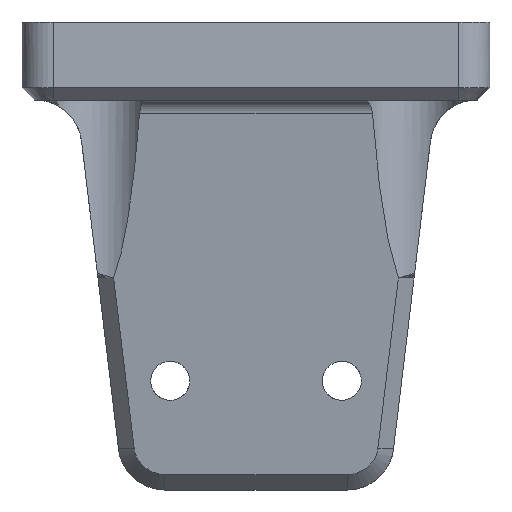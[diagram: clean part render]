
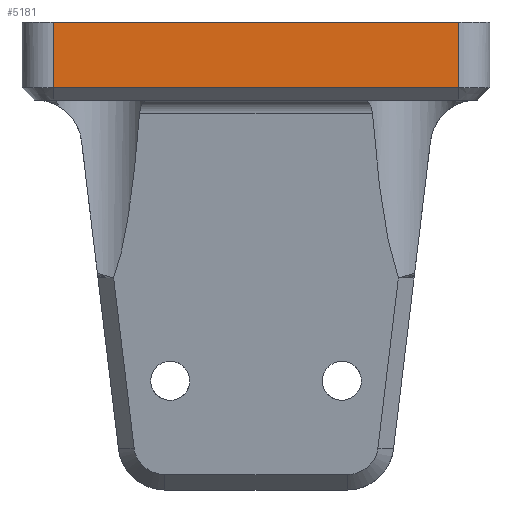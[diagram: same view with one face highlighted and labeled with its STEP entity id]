
A CAD part, front view. The second image highlights one B-rep face of the part: STEP entity #5181.
In plain terms, the highlighted planar face has unit normal (0, -1, 0).
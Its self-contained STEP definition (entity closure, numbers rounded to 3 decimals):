
#1945 = PLANE('',#1946);
#1946 = AXIS2_PLACEMENT_3D('',#1947,#1948,#1949);
#1947 = CARTESIAN_POINT('',(0.,-7.5,0.));
#1948 = DIRECTION('',(0.,0.,-1.));
#1949 = DIRECTION('',(0.,1.,0.));
#2936 = PLANE('',#2937);
#2937 = AXIS2_PLACEMENT_3D('',#2938,#2939,#2940);
#2938 = CARTESIAN_POINT('',(13.,-14.6,-4.6));
#2939 = DIRECTION('',(0.,0.707,0.707));
#2940 = DIRECTION('',(-1.,0.,0.));
#3114 = CYLINDRICAL_SURFACE('',#3115,2.);
#3115 = AXIS2_PLACEMENT_3D('',#3116,#3117,#3118);
#3116 = CARTESIAN_POINT('',(13.,-13.,0.));
#3117 = DIRECTION('',(0.,0.,-1.));
#3118 = DIRECTION('',(1.,0.,0.));
#3180 = VERTEX_POINT('',#3181);
#3181 = CARTESIAN_POINT('',(13.,-15.,0.));
#3203 = EDGE_CURVE('',#3204,#3180,#3206,.T.);
#3204 = VERTEX_POINT('',#3205);
#3205 = CARTESIAN_POINT('',(-13.,-15.,0.));
#3206 = SURFACE_CURVE('',#3207,(#3211,#3218),.PCURVE_S1.);
#3207 = LINE('',#3208,#3209);
#3208 = CARTESIAN_POINT('',(-15.,-15.,0.));
#3209 = VECTOR('',#3210,1.);
#3210 = DIRECTION('',(1.,0.,0.));
#3211 = PCURVE('',#1945,#3212);
#3212 = DEFINITIONAL_REPRESENTATION('',(#3213),#3217);
#3213 = LINE('',#3214,#3215);
#3214 = CARTESIAN_POINT('',(-7.5,-15.));
#3215 = VECTOR('',#3216,1.);
#3216 = DIRECTION('',(0.,1.));
#3217 = ( GEOMETRIC_REPRESENTATION_CONTEXT(2) 
PARAMETRIC_REPRESENTATION_CONTEXT() REPRESENTATION_CONTEXT('2D SPACE',''
  ) );
#3218 = PCURVE('',#3219,#3224);
#3219 = PLANE('',#3220);
#3220 = AXIS2_PLACEMENT_3D('',#3221,#3222,#3223);
#3221 = CARTESIAN_POINT('',(-15.,-15.,0.));
#3222 = DIRECTION('',(0.,-1.,0.));
#3223 = DIRECTION('',(1.,0.,0.));
#3224 = DEFINITIONAL_REPRESENTATION('',(#3225),#3229);
#3225 = LINE('',#3226,#3227);
#3226 = CARTESIAN_POINT('',(0.,0.));
#3227 = VECTOR('',#3228,1.);
#3228 = DIRECTION('',(1.,0.));
#3229 = ( GEOMETRIC_REPRESENTATION_CONTEXT(2) 
PARAMETRIC_REPRESENTATION_CONTEXT() REPRESENTATION_CONTEXT('2D SPACE',''
  ) );
#3252 = CYLINDRICAL_SURFACE('',#3253,2.);
#3253 = AXIS2_PLACEMENT_3D('',#3254,#3255,#3256);
#3254 = CARTESIAN_POINT('',(-13.,-13.,0.));
#3255 = DIRECTION('',(0.,0.,-1.));
#3256 = DIRECTION('',(-1.,0.,0.));
#4547 = VERTEX_POINT('',#4548);
#4548 = CARTESIAN_POINT('',(13.,-15.,-4.2));
#4595 = VERTEX_POINT('',#4596);
#4596 = CARTESIAN_POINT('',(-13.,-15.,-4.2));
#4615 = EDGE_CURVE('',#4547,#4595,#4616,.T.);
#4616 = SURFACE_CURVE('',#4617,(#4621,#4628),.PCURVE_S1.);
#4617 = LINE('',#4618,#4619);
#4618 = CARTESIAN_POINT('',(13.,-15.,-4.2));
#4619 = VECTOR('',#4620,1.);
#4620 = DIRECTION('',(-1.,0.,0.));
#4621 = PCURVE('',#2936,#4622);
#4622 = DEFINITIONAL_REPRESENTATION('',(#4623),#4627);
#4623 = LINE('',#4624,#4625);
#4624 = CARTESIAN_POINT('',(0.,0.566));
#4625 = VECTOR('',#4626,1.);
#4626 = DIRECTION('',(1.,0.));
#4627 = ( GEOMETRIC_REPRESENTATION_CONTEXT(2) 
PARAMETRIC_REPRESENTATION_CONTEXT() REPRESENTATION_CONTEXT('2D SPACE',''
  ) );
#4628 = PCURVE('',#3219,#4629);
#4629 = DEFINITIONAL_REPRESENTATION('',(#4630),#4634);
#4630 = LINE('',#4631,#4632);
#4631 = CARTESIAN_POINT('',(28.,-4.2));
#4632 = VECTOR('',#4633,1.);
#4633 = DIRECTION('',(-1.,0.));
#4634 = ( GEOMETRIC_REPRESENTATION_CONTEXT(2) 
PARAMETRIC_REPRESENTATION_CONTEXT() REPRESENTATION_CONTEXT('2D SPACE',''
  ) );
#5033 = EDGE_CURVE('',#3180,#4547,#5034,.T.);
#5034 = SURFACE_CURVE('',#5035,(#5039,#5046),.PCURVE_S1.);
#5035 = LINE('',#5036,#5037);
#5036 = CARTESIAN_POINT('',(13.,-15.,0.));
#5037 = VECTOR('',#5038,1.);
#5038 = DIRECTION('',(0.,0.,-1.));
#5039 = PCURVE('',#3114,#5040);
#5040 = DEFINITIONAL_REPRESENTATION('',(#5041),#5045);
#5041 = LINE('',#5042,#5043);
#5042 = CARTESIAN_POINT('',(1.571,0.));
#5043 = VECTOR('',#5044,1.);
#5044 = DIRECTION('',(0.,1.));
#5045 = ( GEOMETRIC_REPRESENTATION_CONTEXT(2) 
PARAMETRIC_REPRESENTATION_CONTEXT() REPRESENTATION_CONTEXT('2D SPACE',''
  ) );
#5046 = PCURVE('',#3219,#5047);
#5047 = DEFINITIONAL_REPRESENTATION('',(#5048),#5052);
#5048 = LINE('',#5049,#5050);
#5049 = CARTESIAN_POINT('',(28.,0.));
#5050 = VECTOR('',#5051,1.);
#5051 = DIRECTION('',(0.,-1.));
#5052 = ( GEOMETRIC_REPRESENTATION_CONTEXT(2) 
PARAMETRIC_REPRESENTATION_CONTEXT() REPRESENTATION_CONTEXT('2D SPACE',''
  ) );
#5138 = EDGE_CURVE('',#3204,#4595,#5139,.T.);
#5139 = SURFACE_CURVE('',#5140,(#5144,#5151),.PCURVE_S1.);
#5140 = LINE('',#5141,#5142);
#5141 = CARTESIAN_POINT('',(-13.,-15.,0.));
#5142 = VECTOR('',#5143,1.);
#5143 = DIRECTION('',(0.,0.,-1.));
#5144 = PCURVE('',#3252,#5145);
#5145 = DEFINITIONAL_REPRESENTATION('',(#5146),#5150);
#5146 = LINE('',#5147,#5148);
#5147 = CARTESIAN_POINT('',(-1.571,0.));
#5148 = VECTOR('',#5149,1.);
#5149 = DIRECTION('',(-0.,1.));
#5150 = ( GEOMETRIC_REPRESENTATION_CONTEXT(2) 
PARAMETRIC_REPRESENTATION_CONTEXT() REPRESENTATION_CONTEXT('2D SPACE',''
  ) );
#5151 = PCURVE('',#3219,#5152);
#5152 = DEFINITIONAL_REPRESENTATION('',(#5153),#5157);
#5153 = LINE('',#5154,#5155);
#5154 = CARTESIAN_POINT('',(2.,0.));
#5155 = VECTOR('',#5156,1.);
#5156 = DIRECTION('',(0.,-1.));
#5157 = ( GEOMETRIC_REPRESENTATION_CONTEXT(2) 
PARAMETRIC_REPRESENTATION_CONTEXT() REPRESENTATION_CONTEXT('2D SPACE',''
  ) );
#5181 = ADVANCED_FACE('',(#5182),#3219,.T.);
#5182 = FACE_BOUND('',#5183,.T.);
#5183 = EDGE_LOOP('',(#5184,#5185,#5186,#5187));
#5184 = ORIENTED_EDGE('',*,*,#5033,.F.);
#5185 = ORIENTED_EDGE('',*,*,#3203,.F.);
#5186 = ORIENTED_EDGE('',*,*,#5138,.T.);
#5187 = ORIENTED_EDGE('',*,*,#4615,.F.);
